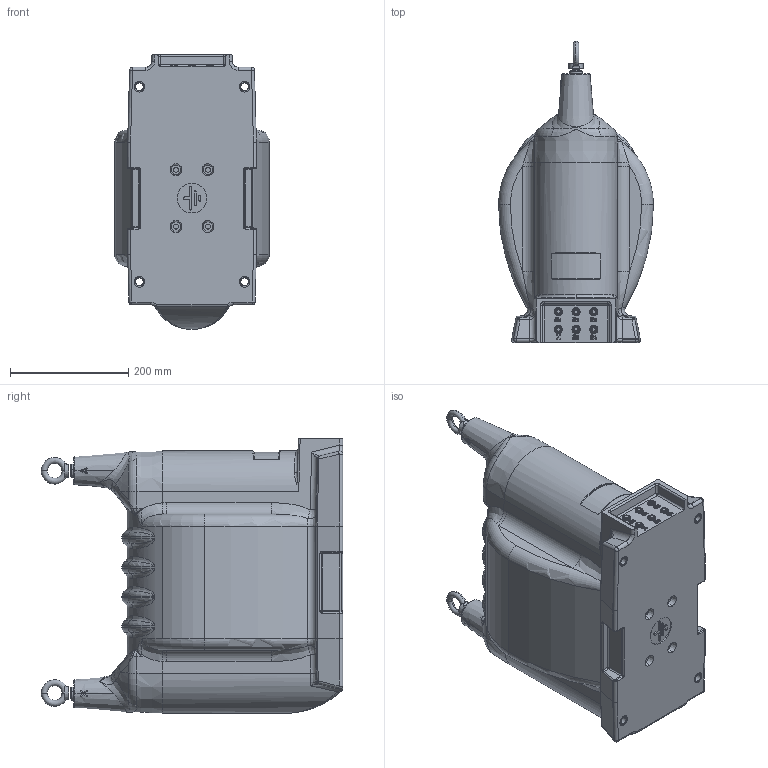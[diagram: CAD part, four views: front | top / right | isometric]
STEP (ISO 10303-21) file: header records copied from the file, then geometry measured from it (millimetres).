
FILE_DESCRIPTION (( 'STEP AP203' ), '1' );
FILE_NAME ('ﾎﾋﾑ-6,3.STEP', '2022-08-01T12:39:52', ( '' ), ( '' ), 'SwSTEP 2.0', 'SolidWorks 2010', '' );
FILE_SCHEMA (( 'CONFIG_CONTROL_DESIGN' ));
Length unit declared in the file: millimetre
Products named in the file (1): ﾎﾋﾑ-6,3
Bounding box: 262 x 509.85 x 465.01 mm (x, y, z)
Surface area: 679349.5 mm2 (no closed solid volume)
Topology: 0 solids, 24 shells, 734 faces, 2012 edges, 1258 vertices
Faces by surface type: cylinder 196, plane 190, bspline 165, cone 108, torus 60, sphere 15
Entity records: 34335 total; most frequent: CARTESIAN_POINT 17087, ORIENTED_EDGE 3604, DIRECTION 3474, EDGE_CURVE 1981, AXIS2_PLACEMENT_3D 1377, VERTEX_POINT 1258, EDGE_LOOP 808, CIRCLE 807
